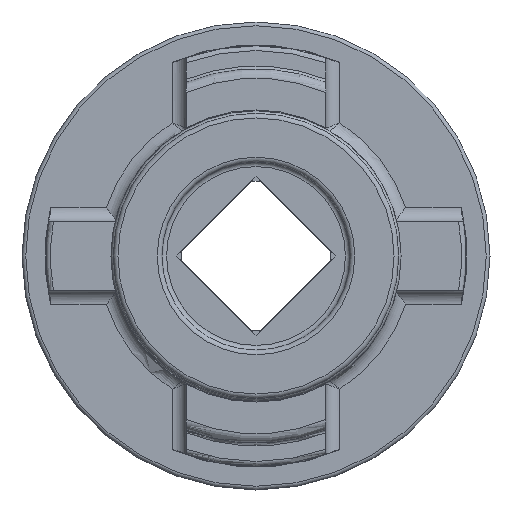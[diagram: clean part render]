
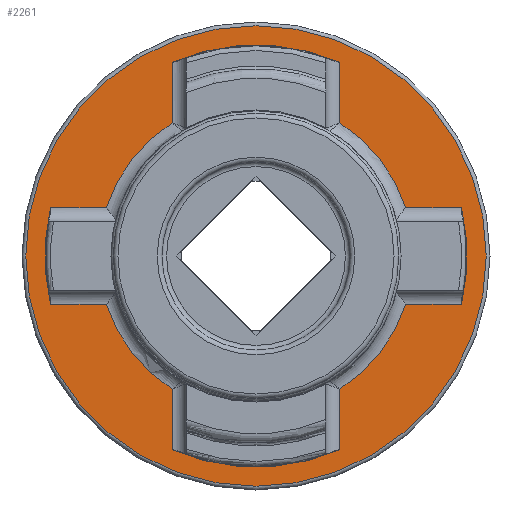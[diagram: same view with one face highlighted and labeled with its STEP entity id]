
A CAD part, left-side view. The second image highlights one B-rep face of the part: STEP entity #2261.
In plain terms, the highlighted planar face has unit normal (-1, 0, 0).
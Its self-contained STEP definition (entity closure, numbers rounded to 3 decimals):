
#4 = DIRECTION ( 'NONE',  ( -1., 0., 0. ) ) ;
#5 = CARTESIAN_POINT ( 'NONE',  ( 34.5, -8.95, -21.284 ) ) ;
#35 = EDGE_LOOP ( 'NONE', ( #1227, #1416, #1605, #3010, #458, #285, #1527, #836, #3313, #1196, #1366, #297, #1308, #2589, #2586, #966 ) ) ;
#36 = CARTESIAN_POINT ( 'NONE',  ( 34.5, 0., 0. ) ) ;
#205 = VECTOR ( 'NONE', #1666, 1000. ) ;
#285 = ORIENTED_EDGE ( 'NONE', *, *, #1192, .T. ) ;
#288 = EDGE_CURVE ( 'NONE', #986, #2337, #2364, .T. ) ;
#297 = ORIENTED_EDGE ( 'NONE', *, *, #1438, .T. ) ;
#345 = DIRECTION ( 'NONE',  ( 0., 0., 1. ) ) ;
#390 = DIRECTION ( 'NONE',  ( 0., 0., -1. ) ) ;
#424 = DIRECTION ( 'NONE',  ( 1., 0., 0. ) ) ;
#426 = AXIS2_PLACEMENT_3D ( 'NONE', #2844, #2989, #1206 ) ;
#441 = LINE ( 'NONE', #1923, #2323 ) ;
#458 = ORIENTED_EDGE ( 'NONE', *, *, #3065, .F. ) ;
#474 = AXIS2_PLACEMENT_3D ( 'NONE', #2858, #786, #1564 ) ;
#481 = CARTESIAN_POINT ( 'NONE',  ( 34.5, 22.55, -5.175 ) ) ;
#484 = CIRCLE ( 'NONE', #426, 24.6 ) ;
#506 = PLANE ( 'NONE',  #1009 ) ;
#507 = CARTESIAN_POINT ( 'NONE',  ( 34.5, 21.948, 5.175 ) ) ;
#571 = DIRECTION ( 'NONE',  ( -1., 0., 0. ) ) ;
#585 = CARTESIAN_POINT ( 'NONE',  ( 34.5, 0., 0. ) ) ;
#627 = CARTESIAN_POINT ( 'NONE',  ( 34.5, 8.95, 20.698 ) ) ;
#659 = CIRCLE ( 'NONE', #682, 16.8 ) ;
#664 = VERTEX_POINT ( 'NONE', #3114 ) ;
#682 = AXIS2_PLACEMENT_3D ( 'NONE', #2493, #2206, #929 ) ;
#768 = CARTESIAN_POINT ( 'NONE',  ( 34.5, -8.95, 20.698 ) ) ;
#786 = DIRECTION ( 'NONE',  ( 1., 0., 0. ) ) ;
#836 = ORIENTED_EDGE ( 'NONE', *, *, #2945, .T. ) ;
#838 = DIRECTION ( 'NONE',  ( 1., 0., 0. ) ) ;
#846 = VERTEX_POINT ( 'NONE', #906 ) ;
#857 = AXIS2_PLACEMENT_3D ( 'NONE', #3085, #3373, #1522 ) ;
#903 = LINE ( 'NONE', #2509, #3296 ) ;
#906 = CARTESIAN_POINT ( 'NONE',  ( 34.5, -8.95, 14.218 ) ) ;
#924 = CARTESIAN_POINT ( 'NONE',  ( 34.5, 8.95, 14.218 ) ) ;
#929 = DIRECTION ( 'NONE',  ( 0., 0., -1. ) ) ;
#939 = EDGE_CURVE ( 'NONE', #1975, #1618, #1602, .T. ) ;
#943 = FACE_OUTER_BOUND ( 'NONE', #2507, .T. ) ;
#953 = VERTEX_POINT ( 'NONE', #1834 ) ;
#966 = ORIENTED_EDGE ( 'NONE', *, *, #1633, .T. ) ;
#986 = VERTEX_POINT ( 'NONE', #2668 ) ;
#1000 = EDGE_CURVE ( 'NONE', #1975, #846, #2578, .T. ) ;
#1009 = AXIS2_PLACEMENT_3D ( 'NONE', #2905, #3394, #1554 ) ;
#1022 = DIRECTION ( 'NONE',  ( 0., 0., 1. ) ) ;
#1049 = VERTEX_POINT ( 'NONE', #2003 ) ;
#1056 = CARTESIAN_POINT ( 'NONE',  ( 34.5, 0., 0. ) ) ;
#1092 = VERTEX_POINT ( 'NONE', #1943 ) ;
#1123 = EDGE_CURVE ( 'NONE', #986, #1248, #3209, .T. ) ;
#1127 = EDGE_CURVE ( 'NONE', #2401, #2758, #2490, .T. ) ;
#1134 = AXIS2_PLACEMENT_3D ( 'NONE', #1056, #4, #2606 ) ;
#1154 = EDGE_CURVE ( 'NONE', #1434, #1092, #903, .T. ) ;
#1158 = EDGE_CURVE ( 'NONE', #2337, #664, #659, .T. ) ;
#1160 = VERTEX_POINT ( 'NONE', #1443 ) ;
#1192 = EDGE_CURVE ( 'NONE', #1160, #2401, #2091, .T. ) ;
#1196 = ORIENTED_EDGE ( 'NONE', *, *, #288, .T. ) ;
#1206 = DIRECTION ( 'NONE',  ( 0., 0., 1. ) ) ;
#1214 = EDGE_CURVE ( 'NONE', #1434, #1580, #2449, .T. ) ;
#1227 = ORIENTED_EDGE ( 'NONE', *, *, #939, .F. ) ;
#1229 = CARTESIAN_POINT ( 'NONE',  ( 34.5, -14.852, -5.175 ) ) ;
#1231 = VECTOR ( 'NONE', #2312, 1000. ) ;
#1248 = VERTEX_POINT ( 'NONE', #2560 ) ;
#1251 = CARTESIAN_POINT ( 'NONE',  ( 34.5, -15.983, 5.175 ) ) ;
#1265 = VECTOR ( 'NONE', #2288, 1000. ) ;
#1308 = ORIENTED_EDGE ( 'NONE', *, *, #1214, .F. ) ;
#1366 = ORIENTED_EDGE ( 'NONE', *, *, #1158, .T. ) ;
#1416 = ORIENTED_EDGE ( 'NONE', *, *, #1000, .T. ) ;
#1434 = VERTEX_POINT ( 'NONE', #507 ) ;
#1438 = EDGE_CURVE ( 'NONE', #664, #1580, #2611, .T. ) ;
#1443 = CARTESIAN_POINT ( 'NONE',  ( 34.5, -21.948, -5.175 ) ) ;
#1522 = DIRECTION ( 'NONE',  ( 0., 0., 1. ) ) ;
#1527 = ORIENTED_EDGE ( 'NONE', *, *, #1127, .T. ) ;
#1554 = DIRECTION ( 'NONE',  ( 0., 0., -1. ) ) ;
#1564 = DIRECTION ( 'NONE',  ( 0., 0., -1. ) ) ;
#1580 = VERTEX_POINT ( 'NONE', #1686 ) ;
#1602 = CIRCLE ( 'NONE', #1787, 22.55 ) ;
#1605 = ORIENTED_EDGE ( 'NONE', *, *, #2266, .T. ) ;
#1618 = VERTEX_POINT ( 'NONE', #627 ) ;
#1633 = EDGE_CURVE ( 'NONE', #1811, #1618, #441, .T. ) ;
#1666 = DIRECTION ( 'NONE',  ( 0., 0., -1. ) ) ;
#1678 = VECTOR ( 'NONE', #1022, 1000. ) ;
#1686 = CARTESIAN_POINT ( 'NONE',  ( 34.5, 21.948, -5.175 ) ) ;
#1733 = CARTESIAN_POINT ( 'NONE',  ( 34.5, -8.95, -14.218 ) ) ;
#1787 = AXIS2_PLACEMENT_3D ( 'NONE', #1847, #571, #2607 ) ;
#1811 = VERTEX_POINT ( 'NONE', #924 ) ;
#1814 = DIRECTION ( 'NONE',  ( 0., 0., -1. ) ) ;
#1834 = CARTESIAN_POINT ( 'NONE',  ( 34.5, -21.948, 5.175 ) ) ;
#1847 = CARTESIAN_POINT ( 'NONE',  ( 34.5, 0., 0. ) ) ;
#1853 = AXIS2_PLACEMENT_3D ( 'NONE', #585, #2676, #345 ) ;
#1915 = FACE_BOUND ( 'NONE', #35, .T. ) ;
#1923 = CARTESIAN_POINT ( 'NONE',  ( 34.5, 8.95, 0. ) ) ;
#1943 = CARTESIAN_POINT ( 'NONE',  ( 34.5, 15.983, 5.175 ) ) ;
#1945 = EDGE_CURVE ( 'NONE', #2546, #953, #2320, .T. ) ;
#1975 = VERTEX_POINT ( 'NONE', #768 ) ;
#2003 = CARTESIAN_POINT ( 'NONE',  ( 34.5, 0., 24.6 ) ) ;
#2038 = EDGE_CURVE ( 'NONE', #1092, #1811, #2084, .T. ) ;
#2073 = DIRECTION ( 'NONE',  ( 0., -1., 0. ) ) ;
#2081 = CIRCLE ( 'NONE', #1134, 22.55 ) ;
#2084 = CIRCLE ( 'NONE', #2333, 16.8 ) ;
#2091 = LINE ( 'NONE', #1229, #1265 ) ;
#2206 = DIRECTION ( 'NONE',  ( 1., 0., 0. ) ) ;
#2218 = DIRECTION ( 'NONE',  ( 0., -1., 0. ) ) ;
#2261 = ADVANCED_FACE ( 'NONE', ( #943, #1915 ), #506, .F. ) ;
#2266 = EDGE_CURVE ( 'NONE', #846, #2546, #3072, .T. ) ;
#2288 = DIRECTION ( 'NONE',  ( 0., 1., 0. ) ) ;
#2312 = DIRECTION ( 'NONE',  ( 0., 1., 0. ) ) ;
#2320 = LINE ( 'NONE', #3428, #2650 ) ;
#2323 = VECTOR ( 'NONE', #2455, 1000. ) ;
#2333 = AXIS2_PLACEMENT_3D ( 'NONE', #36, #838, #2661 ) ;
#2337 = VERTEX_POINT ( 'NONE', #2647 ) ;
#2364 = LINE ( 'NONE', #3352, #1678 ) ;
#2401 = VERTEX_POINT ( 'NONE', #3293 ) ;
#2449 = CIRCLE ( 'NONE', #857, 22.55 ) ;
#2455 = DIRECTION ( 'NONE',  ( 0., 0., 1. ) ) ;
#2490 = CIRCLE ( 'NONE', #2665, 16.8 ) ;
#2493 = CARTESIAN_POINT ( 'NONE',  ( 34.5, 0., 0. ) ) ;
#2507 = EDGE_LOOP ( 'NONE', ( #2685 ) ) ;
#2509 = CARTESIAN_POINT ( 'NONE',  ( 34.5, 22.55, 5.175 ) ) ;
#2546 = VERTEX_POINT ( 'NONE', #1251 ) ;
#2560 = CARTESIAN_POINT ( 'NONE',  ( 34.5, -8.95, -20.698 ) ) ;
#2578 = LINE ( 'NONE', #2941, #205 ) ;
#2586 = ORIENTED_EDGE ( 'NONE', *, *, #2038, .T. ) ;
#2589 = ORIENTED_EDGE ( 'NONE', *, *, #1154, .T. ) ;
#2606 = DIRECTION ( 'NONE',  ( 0., 0., 1. ) ) ;
#2607 = DIRECTION ( 'NONE',  ( 0., 0., 1. ) ) ;
#2611 = LINE ( 'NONE', #481, #1231 ) ;
#2647 = CARTESIAN_POINT ( 'NONE',  ( 34.5, 8.95, -14.218 ) ) ;
#2650 = VECTOR ( 'NONE', #2073, 1000. ) ;
#2660 = EDGE_CURVE ( 'NONE', #1049, #1049, #484, .T. ) ;
#2661 = DIRECTION ( 'NONE',  ( 0., 0., -1. ) ) ;
#2665 = AXIS2_PLACEMENT_3D ( 'NONE', #2768, #424, #390 ) ;
#2668 = CARTESIAN_POINT ( 'NONE',  ( 34.5, 8.95, -20.698 ) ) ;
#2676 = DIRECTION ( 'NONE',  ( -1., 0., 0. ) ) ;
#2685 = ORIENTED_EDGE ( 'NONE', *, *, #2660, .T. ) ;
#2758 = VERTEX_POINT ( 'NONE', #1733 ) ;
#2768 = CARTESIAN_POINT ( 'NONE',  ( 34.5, 0., 0. ) ) ;
#2844 = CARTESIAN_POINT ( 'NONE',  ( 34.5, 0., 0. ) ) ;
#2857 = VECTOR ( 'NONE', #1814, 1000. ) ;
#2858 = CARTESIAN_POINT ( 'NONE',  ( 34.5, 0., 0. ) ) ;
#2905 = CARTESIAN_POINT ( 'NONE',  ( 34.5, 22.55, 0. ) ) ;
#2938 = LINE ( 'NONE', #5, #2857 ) ;
#2941 = CARTESIAN_POINT ( 'NONE',  ( 34.5, -8.95, 13.364 ) ) ;
#2945 = EDGE_CURVE ( 'NONE', #2758, #1248, #2938, .T. ) ;
#2989 = DIRECTION ( 'NONE',  ( -1., 0., 0. ) ) ;
#3010 = ORIENTED_EDGE ( 'NONE', *, *, #1945, .T. ) ;
#3065 = EDGE_CURVE ( 'NONE', #1160, #953, #2081, .T. ) ;
#3072 = CIRCLE ( 'NONE', #474, 16.8 ) ;
#3085 = CARTESIAN_POINT ( 'NONE',  ( 34.5, 0., 0. ) ) ;
#3114 = CARTESIAN_POINT ( 'NONE',  ( 34.5, 15.983, -5.175 ) ) ;
#3209 = CIRCLE ( 'NONE', #1853, 22.55 ) ;
#3293 = CARTESIAN_POINT ( 'NONE',  ( 34.5, -15.983, -5.175 ) ) ;
#3296 = VECTOR ( 'NONE', #2218, 1000. ) ;
#3313 = ORIENTED_EDGE ( 'NONE', *, *, #1123, .F. ) ;
#3352 = CARTESIAN_POINT ( 'NONE',  ( 34.5, 8.95, 0. ) ) ;
#3373 = DIRECTION ( 'NONE',  ( -1., 0., 0. ) ) ;
#3394 = DIRECTION ( 'NONE',  ( 1., 0., 0. ) ) ;
#3428 = CARTESIAN_POINT ( 'NONE',  ( 34.5, -22.249, 5.175 ) ) ;
